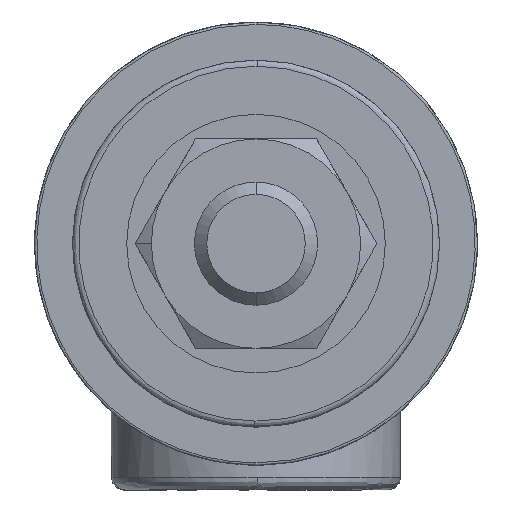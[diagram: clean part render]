
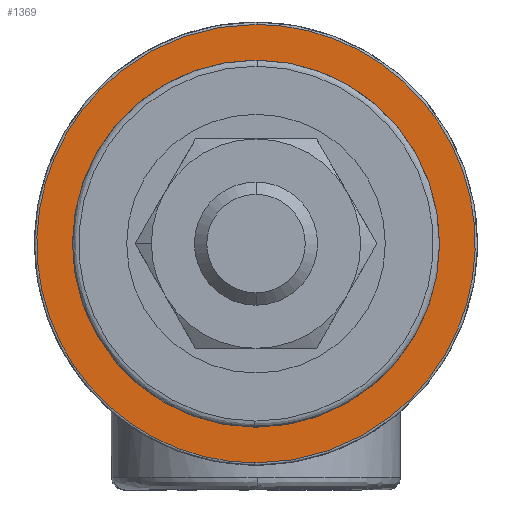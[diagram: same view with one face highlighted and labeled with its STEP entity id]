
A CAD part, front view. The second image highlights one B-rep face of the part: STEP entity #1369.
In plain terms, the highlighted planar face has unit normal (0, -1, 0).
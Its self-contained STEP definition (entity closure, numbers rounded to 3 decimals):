
#143 = EDGE_CURVE ( 'NONE', #1794, #1597, #1445, .T. ) ;
#186 = CARTESIAN_POINT ( 'NONE',  ( 8.949, 47.5, 48.443 ) ) ;
#210 = CARTESIAN_POINT ( 'NONE',  ( 14.28, 47.5, 74.871 ) ) ;
#225 = ORIENTED_EDGE ( 'NONE', *, *, #4431, .T. ) ;
#330 = CARTESIAN_POINT ( 'NONE',  ( -6.259, 47.5, 80.669 ) ) ;
#364 = CARTESIAN_POINT ( 'NONE',  ( -5.827, 47.5, 47.145 ) ) ;
#381 = CARTESIAN_POINT ( 'NONE',  ( 0.111, 47.5, 81.795 ) ) ;
#388 = CARTESIAN_POINT ( 'NONE',  ( -17.35, 47.5, 59.408 ) ) ;
#422 = CARTESIAN_POINT ( 'NONE',  ( -0.074, 47.5, 46.205 ) ) ;
#436 = AXIS2_PLACEMENT_3D ( 'NONE', #3965, #820, #2351 ) ;
#449 = CARTESIAN_POINT ( 'NONE',  ( 0., 47.5, 78.9 ) ) ;
#558 = CARTESIAN_POINT ( 'NONE',  ( 11.004, 47.5, 78.178 ) ) ;
#589 = FACE_BOUND ( 'NONE', #3831, .T. ) ;
#615 = CARTESIAN_POINT ( 'NONE',  ( 17.803, 47.5, 66.272 ) ) ;
#729 = CARTESIAN_POINT ( 'NONE',  ( -9.045, 47.5, 48.499 ) ) ;
#736 = CARTESIAN_POINT ( 'NONE',  ( 0.111, 47.5, 81.795 ) ) ;
#791 = DIRECTION ( 'NONE',  ( 0., 0., -1. ) ) ;
#820 = DIRECTION ( 'NONE',  ( 0., 1., 0. ) ) ;
#936 = CARTESIAN_POINT ( 'NONE',  ( 15.585, 47.5, 72.9 ) ) ;
#957 = CARTESIAN_POINT ( 'NONE',  ( 4.599, 47.5, 46.799 ) ) ;
#1052 = CARTESIAN_POINT ( 'NONE',  ( -2.321, 47.5, 81.682 ) ) ;
#1107 = CARTESIAN_POINT ( 'NONE',  ( -17.788, 47.5, 66.383 ) ) ;
#1165 = CARTESIAN_POINT ( 'NONE',  ( -14.28, 47.5, 53.129 ) ) ;
#1325 = CARTESIAN_POINT ( 'NONE',  ( 0., 47.5, 46.204 ) ) ;
#1369 = ADVANCED_FACE ( 'NONE', ( #589, #4105 ), #3719, .T. ) ;
#1371 = CARTESIAN_POINT ( 'NONE',  ( 3.003, 47.5, 81.55 ) ) ;
#1402 = AXIS2_PLACEMENT_3D ( 'NONE', #3410, #5034, #791 ) ;
#1405 = CARTESIAN_POINT ( 'NONE',  ( 18.507, 47.5, 45.493 ) ) ;
#1445 = B_SPLINE_CURVE_WITH_KNOTS ( 'NONE', 3,
 ( #1325, #1809, #1758, #3314, #957, #2190, #3718, #186, #2890, #4934, #4903, #4079, #4462, #615, #3369, #936, #210, #558, #2112, #4566, #3658, #1371, #2964, #1732, #4484, #2930 ),
 .UNSPECIFIED., .F., .F.,
 ( 4, 2, 2, 2, 2, 2, 2, 2, 2, 2, 2, 2, 4 ),
 ( 0., 0.062, 0.094, 0.125, 0.25, 0.374, 0.499, 0.624, 0.749, 0.873, 0.936, 0.967, 0.998 ),
 .UNSPECIFIED. ) ;
#1465 = CARTESIAN_POINT ( 'NONE',  ( 0., 47.5, 81.796 ) ) ;
#1520 = CARTESIAN_POINT ( 'NONE',  ( -4.713, 47.5, 46.801 ) ) ;
#1597 = VERTEX_POINT ( 'NONE', #736 ) ;
#1732 = CARTESIAN_POINT ( 'NONE',  ( 1.274, 47.5, 81.76 ) ) ;
#1758 = CARTESIAN_POINT ( 'NONE',  ( 2.321, 47.5, 46.318 ) ) ;
#1794 = VERTEX_POINT ( 'NONE', #3759 ) ;
#1809 = CARTESIAN_POINT ( 'NONE',  ( 1.166, 47.5, 46.205 ) ) ;
#1876 = CARTESIAN_POINT ( 'NONE',  ( -15.529, 47.5, 72.997 ) ) ;
#1907 = CARTESIAN_POINT ( 'NONE',  ( -10.915, 47.5, 78.246 ) ) ;
#1927 = CARTESIAN_POINT ( 'NONE',  ( 0.074, 47.5, 81.795 ) ) ;
#2020 = CARTESIAN_POINT ( 'NONE',  ( -0.037, 47.5, 46.204 ) ) ;
#2031 = CARTESIAN_POINT ( 'NONE',  ( -0.111, 47.5, 46.205 ) ) ;
#2039 = CARTESIAN_POINT ( 'NONE',  ( 0., 47.5, 81.796 ) ) ;
#2062 = VERTEX_POINT ( 'NONE', #3492 ) ;
#2083 = ORIENTED_EDGE ( 'NONE', *, *, #2685, .T. ) ;
#2112 = CARTESIAN_POINT ( 'NONE',  ( 9.045, 47.5, 79.501 ) ) ;
#2190 = CARTESIAN_POINT ( 'NONE',  ( 5.713, 47.5, 47.136 ) ) ;
#2198 = B_SPLINE_CURVE_WITH_KNOTS ( 'NONE', 3,
 ( #381, #1927, #3622, #2405 ),
 .UNSPECIFIED., .F., .F.,
 ( 4, 4 ),
 ( 0.998, 1. ),
 .UNSPECIFIED. ) ;
#2285 = CARTESIAN_POINT ( 'NONE',  ( -8.949, 47.5, 79.557 ) ) ;
#2336 = ORIENTED_EDGE ( 'NONE', *, *, #143, .T. ) ;
#2351 = DIRECTION ( 'NONE',  ( 0., 0., -1. ) ) ;
#2400 = CARTESIAN_POINT ( 'NONE',  ( 0., 47.5, 46.204 ) ) ;
#2405 = CARTESIAN_POINT ( 'NONE',  ( 0., 47.5, 81.796 ) ) ;
#2425 = EDGE_CURVE ( 'NONE', #2062, #1794, #4764, .T. ) ;
#2444 = AXIS2_PLACEMENT_3D ( 'NONE', #1405, #3341, #4904 ) ;
#2664 = CARTESIAN_POINT ( 'NONE',  ( -15.585, 47.5, 55.1 ) ) ;
#2678 = EDGE_CURVE ( 'NONE', #3626, #4468, #4194, .T. ) ;
#2685 = EDGE_CURVE ( 'NONE', #4578, #2062, #3389, .T. ) ;
#2725 = CARTESIAN_POINT ( 'NONE',  ( -3.003, 47.5, 46.45 ) ) ;
#2789 = CIRCLE ( 'NONE', #436, 14.9 ) ;
#2890 = CARTESIAN_POINT ( 'NONE',  ( 10.915, 47.5, 49.754 ) ) ;
#2930 = CARTESIAN_POINT ( 'NONE',  ( 0.111, 47.5, 81.795 ) ) ;
#2964 = CARTESIAN_POINT ( 'NONE',  ( 2.428, 47.5, 81.639 ) ) ;
#3032 = CARTESIAN_POINT ( 'NONE',  ( -4.037, 47.5, 81.341 ) ) ;
#3062 = CARTESIAN_POINT ( 'NONE',  ( -1.166, 47.5, 81.795 ) ) ;
#3085 = CARTESIAN_POINT ( 'NONE',  ( -2.428, 47.5, 46.361 ) ) ;
#3314 = CARTESIAN_POINT ( 'NONE',  ( 4.037, 47.5, 46.659 ) ) ;
#3341 = DIRECTION ( 'NONE',  ( 0., -1., 0. ) ) ;
#3369 = CARTESIAN_POINT ( 'NONE',  ( 17.35, 47.5, 68.592 ) ) ;
#3386 = CARTESIAN_POINT ( 'NONE',  ( -14.212, 47.5, 74.959 ) ) ;
#3389 = B_SPLINE_CURVE_WITH_KNOTS ( 'NONE', 3,
 ( #1465, #3062, #1052, #3032, #3838, #5062, #330, #2285, #1907, #3386, #1876, #4614, #1107, #3867, #388, #2664, #1165, #4256, #729, #364, #1520, #2725, #3085, #4310, #4000, #2031 ),
 .UNSPECIFIED., .F., .F.,
 ( 4, 2, 2, 2, 2, 2, 2, 2, 2, 2, 2, 2, 4 ),
 ( 0., 0.062, 0.094, 0.125, 0.25, 0.374, 0.499, 0.624, 0.749, 0.873, 0.936, 0.967, 0.998 ),
 .UNSPECIFIED. ) ;
#3410 = CARTESIAN_POINT ( 'NONE',  ( 0., 47.5, 64. ) ) ;
#3492 = CARTESIAN_POINT ( 'NONE',  ( -0.111, 47.5, 46.205 ) ) ;
#3622 = CARTESIAN_POINT ( 'NONE',  ( 0.037, 47.5, 81.796 ) ) ;
#3626 = VERTEX_POINT ( 'NONE', #4879 ) ;
#3658 = CARTESIAN_POINT ( 'NONE',  ( 4.713, 47.5, 81.199 ) ) ;
#3718 = CARTESIAN_POINT ( 'NONE',  ( 6.259, 47.5, 47.331 ) ) ;
#3719 = PLANE ( 'NONE',  #2444 ) ;
#3759 = CARTESIAN_POINT ( 'NONE',  ( 0., 47.5, 46.204 ) ) ;
#3831 = EDGE_LOOP ( 'NONE', ( #4459, #225 ) ) ;
#3838 = CARTESIAN_POINT ( 'NONE',  ( -4.599, 47.5, 81.201 ) ) ;
#3867 = CARTESIAN_POINT ( 'NONE',  ( -17.803, 47.5, 61.728 ) ) ;
#3965 = CARTESIAN_POINT ( 'NONE',  ( 0., 47.5, 64. ) ) ;
#4000 = CARTESIAN_POINT ( 'NONE',  ( -0.694, 47.5, 46.208 ) ) ;
#4079 = CARTESIAN_POINT ( 'NONE',  ( 17.321, 47.5, 59.3 ) ) ;
#4105 = FACE_OUTER_BOUND ( 'NONE', #4970, .T. ) ;
#4148 = EDGE_CURVE ( 'NONE', #1597, #4578, #2198, .T. ) ;
#4194 = CIRCLE ( 'NONE', #1402, 14.9 ) ;
#4256 = CARTESIAN_POINT ( 'NONE',  ( -11.004, 47.5, 49.822 ) ) ;
#4310 = CARTESIAN_POINT ( 'NONE',  ( -1.274, 47.5, 46.24 ) ) ;
#4344 = ORIENTED_EDGE ( 'NONE', *, *, #4148, .T. ) ;
#4431 = EDGE_CURVE ( 'NONE', #4468, #3626, #2789, .T. ) ;
#4459 = ORIENTED_EDGE ( 'NONE', *, *, #2678, .T. ) ;
#4462 = CARTESIAN_POINT ( 'NONE',  ( 17.788, 47.5, 61.617 ) ) ;
#4468 = VERTEX_POINT ( 'NONE', #449 ) ;
#4484 = CARTESIAN_POINT ( 'NONE',  ( 0.694, 47.5, 81.792 ) ) ;
#4566 = CARTESIAN_POINT ( 'NONE',  ( 5.827, 47.5, 80.855 ) ) ;
#4578 = VERTEX_POINT ( 'NONE', #2039 ) ;
#4614 = CARTESIAN_POINT ( 'NONE',  ( -17.321, 47.5, 68.7 ) ) ;
#4678 = CARTESIAN_POINT ( 'NONE',  ( -0.111, 47.5, 46.205 ) ) ;
#4764 = B_SPLINE_CURVE_WITH_KNOTS ( 'NONE', 3,
 ( #4678, #422, #2020, #2400 ),
 .UNSPECIFIED., .F., .F.,
 ( 4, 4 ),
 ( 0.998, 1. ),
 .UNSPECIFIED. ) ;
#4871 = ORIENTED_EDGE ( 'NONE', *, *, #2425, .T. ) ;
#4879 = CARTESIAN_POINT ( 'NONE',  ( 0., 47.5, 49.1 ) ) ;
#4903 = CARTESIAN_POINT ( 'NONE',  ( 15.529, 47.5, 55.003 ) ) ;
#4904 = DIRECTION ( 'NONE',  ( 0., 0., 1. ) ) ;
#4934 = CARTESIAN_POINT ( 'NONE',  ( 14.212, 47.5, 53.041 ) ) ;
#4970 = EDGE_LOOP ( 'NONE', ( #2083, #4871, #2336, #4344 ) ) ;
#5034 = DIRECTION ( 'NONE',  ( 0., 1., 0. ) ) ;
#5062 = CARTESIAN_POINT ( 'NONE',  ( -5.713, 47.5, 80.864 ) ) ;
